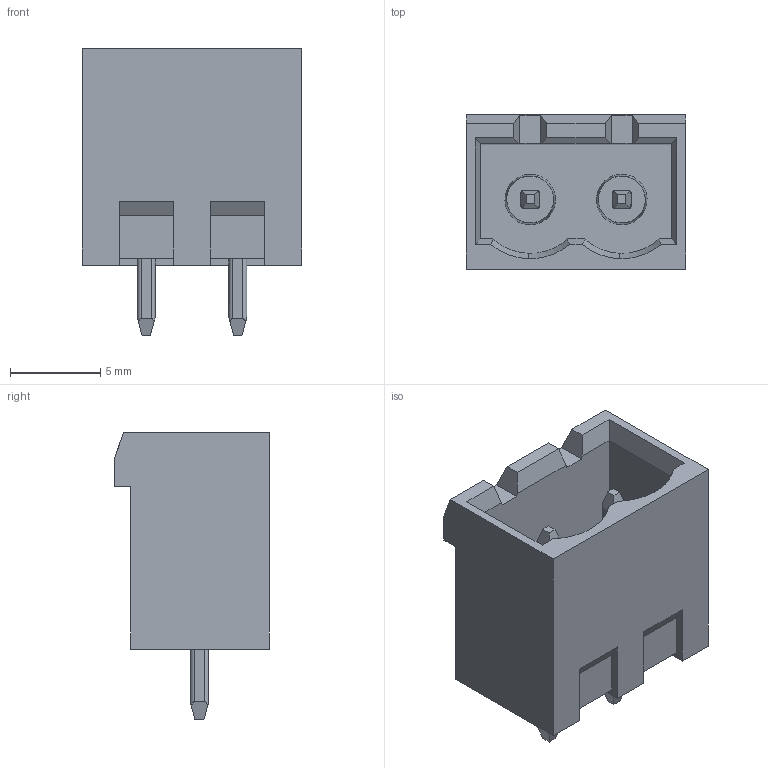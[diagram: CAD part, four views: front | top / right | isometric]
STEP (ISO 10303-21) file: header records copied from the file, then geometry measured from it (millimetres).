
FILE_DESCRIPTION(('STEP AP214'),'1');
FILE_NAME('cctmp_5FC68313-B5B0-4207-8D3E-BADF295C681D_2023_02_03_14_52_05_0368_1452..stp','2023-02-03T14:52:05',('PHOENIX CONTACT Deutschland GmbH'),('CADClick - www.CADClick.com'),'Spatial InterOp 3D',' ','unknown authorization');
FILE_SCHEMA(('AUTOMOTIVE_DESIGN'));
Length unit declared in the file: millimetre
Products named in the file (4): 2023_02_03_14_52_05_0226; 2023_02_03_14_52_05_0368; 2023_02_03_14_52_05_0352; 2023_02_03_14_52_05_0321
Assembly tree (3 placements, depth 2):
  2023_02_03_14_52_05_0226
    2023_02_03_14_52_05_0368
    2023_02_03_14_52_05_0352
    2023_02_03_14_52_05_0321
Bounding box: 12.16 x 8.57 x 15.9 mm (x, y, z)
Volume: 634.3 mm3; surface area: 1110.3 mm2
Topology: 3 solids, 3 shells, 441 faces, 1251 edges, 834 vertices
Faces by surface type: plane 357, cylinder 74, cone 8, sphere 2
Entity records: 28603 total; most frequent: CARTESIAN_POINT 3664, ORIENTED_EDGE 2502, STYLED_ITEM 2401, PRESENTATION_STYLE_ASSIGNMENT 2401, COLOUR_RGB 2401, DIRECTION 2227, EDGE_CURVE 1251, CURVE_STYLE 1207
